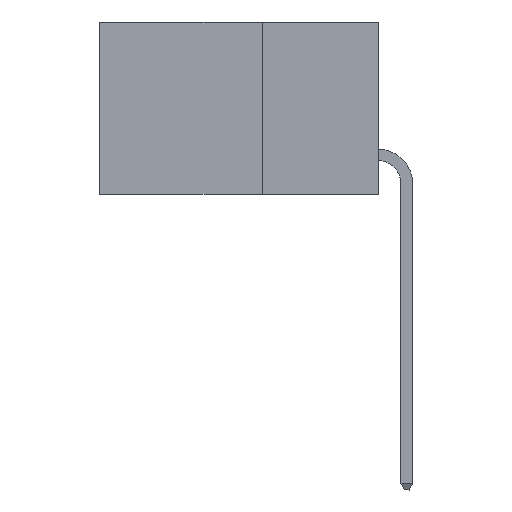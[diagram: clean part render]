
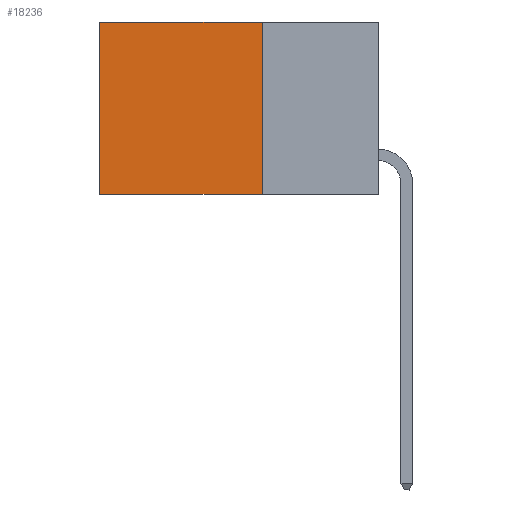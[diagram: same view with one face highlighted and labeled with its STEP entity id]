
A CAD part, left-side view. The second image highlights one B-rep face of the part: STEP entity #18236.
In plain terms, the highlighted planar face has unit normal (-1, 0, 0).
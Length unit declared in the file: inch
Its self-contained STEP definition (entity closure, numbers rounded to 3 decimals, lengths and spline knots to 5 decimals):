
#129 = VECTOR ( 'NONE', #1426, 39.37008 ) ;
#616 = LINE ( 'NONE', #13626, #129 ) ;
#1426 = DIRECTION ( 'NONE',  ( 0., 1., 0. ) ) ;
#1439 = ORIENTED_EDGE ( 'NONE', *, *, #2807, .F. ) ;
#2807 = EDGE_CURVE ( 'NONE', #17527, #7468, #5197, .T. ) ;
#3153 = EDGE_CURVE ( 'NONE', #10334, #17527, #3988, .T. ) ;
#3756 = ORIENTED_EDGE ( 'NONE', *, *, #3153, .F. ) ;
#3988 = LINE ( 'NONE', #14566, #13958 ) ;
#4032 = DIRECTION ( 'NONE',  ( 0., 0., -1. ) ) ;
#4108 = DIRECTION ( 'NONE',  ( 0., 0., -1. ) ) ;
#4289 = CARTESIAN_POINT ( 'NONE',  ( 0.298, 0.25, 0. ) ) ;
#5131 = ORIENTED_EDGE ( 'NONE', *, *, #16508, .T. ) ;
#5197 = LINE ( 'NONE', #12515, #17244 ) ;
#6263 = AXIS2_PLACEMENT_3D ( 'NONE', #14579, #16081, #4108 ) ;
#7468 = VERTEX_POINT ( 'NONE', #18012 ) ;
#8237 = EDGE_LOOP ( 'NONE', ( #5131, #1439, #3756, #12146 ) ) ;
#9695 = EDGE_CURVE ( 'NONE', #10334, #16527, #616, .T. ) ;
#10083 = DIRECTION ( 'NONE',  ( 0., 0., -1. ) ) ;
#10334 = VERTEX_POINT ( 'NONE', #4289 ) ;
#12146 = ORIENTED_EDGE ( 'NONE', *, *, #9695, .T. ) ;
#12238 = DIRECTION ( 'NONE',  ( 0., 1., 0. ) ) ;
#12515 = CARTESIAN_POINT ( 'NONE',  ( 0.298, 0.25, -0.37 ) ) ;
#13048 = PLANE ( 'NONE',  #6263 ) ;
#13626 = CARTESIAN_POINT ( 'NONE',  ( 0.298, 0.25, 0. ) ) ;
#13958 = VECTOR ( 'NONE', #4032, 39.37008 ) ;
#14566 = CARTESIAN_POINT ( 'NONE',  ( 0.298, 0.25, 0. ) ) ;
#14579 = CARTESIAN_POINT ( 'NONE',  ( 0.298, 0.25, 0. ) ) ;
#15809 = FACE_OUTER_BOUND ( 'NONE', #8237, .T. ) ;
#16081 = DIRECTION ( 'NONE',  ( 1., 0., 0. ) ) ;
#16508 = EDGE_CURVE ( 'NONE', #16527, #7468, #19231, .T. ) ;
#16527 = VERTEX_POINT ( 'NONE', #17484 ) ;
#17244 = VECTOR ( 'NONE', #12238, 39.37008 ) ;
#17484 = CARTESIAN_POINT ( 'NONE',  ( 0.298, 0.6, 0. ) ) ;
#17527 = VERTEX_POINT ( 'NONE', #18704 ) ;
#18012 = CARTESIAN_POINT ( 'NONE',  ( 0.298, 0.6, -0.37 ) ) ;
#18236 = ADVANCED_FACE ( 'NONE', ( #15809 ), #13048, .F. ) ;
#18704 = CARTESIAN_POINT ( 'NONE',  ( 0.298, 0.25, -0.37 ) ) ;
#18983 = VECTOR ( 'NONE', #10083, 39.37008 ) ;
#19059 = CARTESIAN_POINT ( 'NONE',  ( 0.298, 0.6, 0. ) ) ;
#19231 = LINE ( 'NONE', #19059, #18983 ) ;
